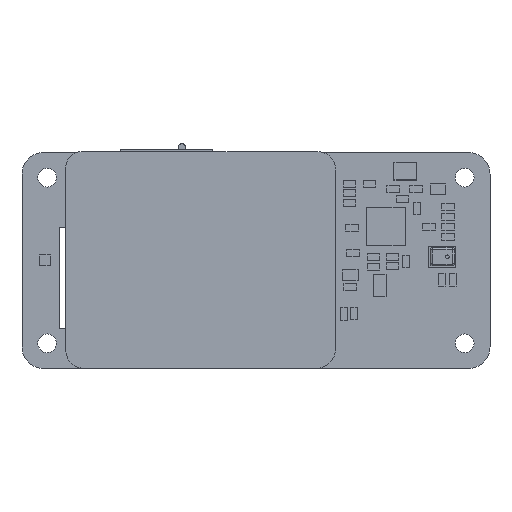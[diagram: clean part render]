
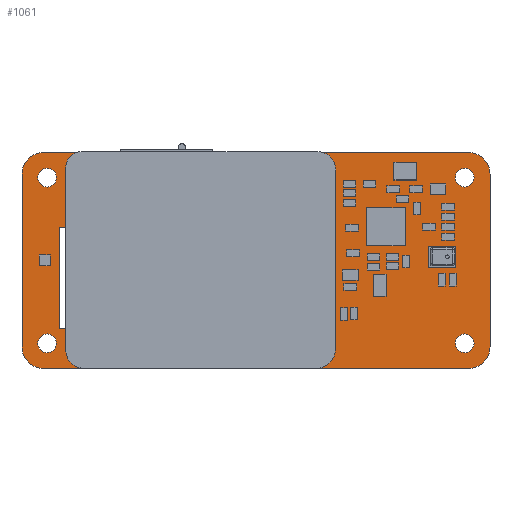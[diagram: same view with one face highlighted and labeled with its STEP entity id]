
A CAD part, top view. The second image highlights one B-rep face of the part: STEP entity #1061.
In plain terms, the highlighted planar face has unit normal (0, 0, 1).
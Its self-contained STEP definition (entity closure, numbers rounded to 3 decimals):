
#24 = VERTEX_POINT('',#25);
#25 = CARTESIAN_POINT('',(4.191,5.921,0.));
#31 = EDGE_CURVE('',#24,#32,#34,.T.);
#32 = VERTEX_POINT('',#33);
#33 = CARTESIAN_POINT('',(7.191,2.921,0.));
#34 = CIRCLE('',#35,3.001);
#35 = AXIS2_PLACEMENT_3D('',#36,#37,#38);
#36 = CARTESIAN_POINT('',(7.192,5.922,0.));
#37 = DIRECTION('',(0.,0.,1.));
#38 = DIRECTION('',(-1.,0.,0.));
#64 = EDGE_CURVE('',#32,#65,#67,.T.);
#65 = VERTEX_POINT('',#66);
#66 = CARTESIAN_POINT('',(66.191,2.921,0.));
#67 = LINE('',#68,#69);
#68 = CARTESIAN_POINT('',(7.191,2.921,0.));
#69 = VECTOR('',#70,1.);
#70 = DIRECTION('',(1.,0.,0.));
#95 = EDGE_CURVE('',#65,#96,#98,.T.);
#96 = VERTEX_POINT('',#97);
#97 = CARTESIAN_POINT('',(69.191,5.921,0.));
#98 = CIRCLE('',#99,2.999);
#99 = AXIS2_PLACEMENT_3D('',#100,#101,#102);
#100 = CARTESIAN_POINT('',(66.192,5.92,0.));
#101 = DIRECTION('',(0.,0.,1.));
#102 = DIRECTION('',(0.,-1.,0.));
#128 = EDGE_CURVE('',#96,#129,#131,.T.);
#129 = VERTEX_POINT('',#130);
#130 = CARTESIAN_POINT('',(69.191,29.921,0.));
#131 = LINE('',#132,#133);
#132 = CARTESIAN_POINT('',(69.191,5.921,0.));
#133 = VECTOR('',#134,1.);
#134 = DIRECTION('',(0.,1.,0.));
#159 = EDGE_CURVE('',#129,#160,#162,.T.);
#160 = VERTEX_POINT('',#161);
#161 = CARTESIAN_POINT('',(66.191,32.921,0.));
#162 = CIRCLE('',#163,2.999);
#163 = AXIS2_PLACEMENT_3D('',#164,#165,#166);
#164 = CARTESIAN_POINT('',(66.192,29.922,0.));
#165 = DIRECTION('',(0.,0.,1.));
#166 = DIRECTION('',(1.,0.,0.));
#192 = EDGE_CURVE('',#160,#193,#195,.T.);
#193 = VERTEX_POINT('',#194);
#194 = CARTESIAN_POINT('',(7.191,32.921,0.));
#195 = LINE('',#196,#197);
#196 = CARTESIAN_POINT('',(66.191,32.921,0.));
#197 = VECTOR('',#198,1.);
#198 = DIRECTION('',(-1.,0.,0.));
#223 = EDGE_CURVE('',#193,#224,#226,.T.);
#224 = VERTEX_POINT('',#225);
#225 = CARTESIAN_POINT('',(4.191,29.921,0.));
#226 = CIRCLE('',#227,3.001);
#227 = AXIS2_PLACEMENT_3D('',#228,#229,#230);
#228 = CARTESIAN_POINT('',(7.192,29.92,0.));
#229 = DIRECTION('',(0.,0.,1.));
#230 = DIRECTION('',(0.,1.,0.));
#256 = EDGE_CURVE('',#224,#24,#257,.T.);
#257 = LINE('',#258,#259);
#258 = CARTESIAN_POINT('',(4.191,29.921,0.));
#259 = VECTOR('',#260,1.);
#260 = DIRECTION('',(0.,-1.,0.));
#280 = VERTEX_POINT('',#281);
#281 = CARTESIAN_POINT('',(8.987,6.421,0.));
#287 = EDGE_CURVE('',#280,#280,#288,.T.);
#288 = CIRCLE('',#289,1.3);
#289 = AXIS2_PLACEMENT_3D('',#290,#291,#292);
#290 = CARTESIAN_POINT('',(7.687,6.421,0.));
#291 = DIRECTION('',(0.,0.,1.));
#292 = DIRECTION('',(1.,0.,-0.));
#313 = VERTEX_POINT('',#314);
#314 = CARTESIAN_POINT('',(10.872,8.441,0.));
#320 = EDGE_CURVE('',#313,#321,#323,.T.);
#321 = VERTEX_POINT('',#322);
#322 = CARTESIAN_POINT('',(10.872,22.441,0.));
#323 = LINE('',#324,#325);
#324 = CARTESIAN_POINT('',(10.872,8.441,0.));
#325 = VECTOR('',#326,1.);
#326 = DIRECTION('',(0.,1.,0.));
#353 = VERTEX_POINT('',#354);
#354 = CARTESIAN_POINT('',(9.372,8.441,0.));
#360 = EDGE_CURVE('',#353,#313,#361,.T.);
#361 = LINE('',#362,#363);
#362 = CARTESIAN_POINT('',(9.372,8.441,0.));
#363 = VECTOR('',#364,1.);
#364 = DIRECTION('',(1.,0.,0.));
#384 = VERTEX_POINT('',#385);
#385 = CARTESIAN_POINT('',(9.372,22.441,0.));
#391 = EDGE_CURVE('',#384,#353,#392,.T.);
#392 = LINE('',#393,#394);
#393 = CARTESIAN_POINT('',(9.372,22.441,0.));
#394 = VECTOR('',#395,1.);
#395 = DIRECTION('',(0.,-1.,0.));
#413 = EDGE_CURVE('',#321,#384,#414,.T.);
#414 = LINE('',#415,#416);
#415 = CARTESIAN_POINT('',(10.872,22.441,0.));
#416 = VECTOR('',#417,1.);
#417 = DIRECTION('',(-1.,0.,0.));
#437 = VERTEX_POINT('',#438);
#438 = CARTESIAN_POINT('',(8.987,29.421,0.));
#444 = EDGE_CURVE('',#437,#437,#445,.T.);
#445 = CIRCLE('',#446,1.3);
#446 = AXIS2_PLACEMENT_3D('',#447,#448,#449);
#447 = CARTESIAN_POINT('',(7.687,29.421,0.));
#448 = DIRECTION('',(0.,0.,1.));
#449 = DIRECTION('',(1.,0.,-0.));
#470 = VERTEX_POINT('',#471);
#471 = CARTESIAN_POINT('',(19.78,24.206,0.));
#477 = EDGE_CURVE('',#470,#478,#480,.T.);
#478 = VERTEX_POINT('',#479);
#479 = CARTESIAN_POINT('',(19.78,24.906,0.));
#480 = LINE('',#481,#482);
#481 = CARTESIAN_POINT('',(19.78,24.206,0.));
#482 = VECTOR('',#483,1.);
#483 = DIRECTION('',(0.,1.,0.));
#510 = VERTEX_POINT('',#511);
#511 = CARTESIAN_POINT('',(18.68,24.206,0.));
#517 = EDGE_CURVE('',#510,#470,#518,.T.);
#518 = LINE('',#519,#520);
#519 = CARTESIAN_POINT('',(18.68,24.206,0.));
#520 = VECTOR('',#521,1.);
#521 = DIRECTION('',(1.,0.,0.));
#541 = VERTEX_POINT('',#542);
#542 = CARTESIAN_POINT('',(18.68,24.906,0.));
#548 = EDGE_CURVE('',#541,#510,#549,.T.);
#549 = LINE('',#550,#551);
#550 = CARTESIAN_POINT('',(18.68,24.906,0.));
#551 = VECTOR('',#552,1.);
#552 = DIRECTION('',(0.,-1.,0.));
#570 = EDGE_CURVE('',#478,#541,#571,.T.);
#571 = LINE('',#572,#573);
#572 = CARTESIAN_POINT('',(19.78,24.906,0.));
#573 = VECTOR('',#574,1.);
#574 = DIRECTION('',(-1.,0.,0.));
#594 = VERTEX_POINT('',#595);
#595 = CARTESIAN_POINT('',(25.06,29.944,0.));
#601 = EDGE_CURVE('',#594,#594,#602,.T.);
#602 = CIRCLE('',#603,0.75);
#603 = AXIS2_PLACEMENT_3D('',#604,#605,#606);
#604 = CARTESIAN_POINT('',(24.31,29.944,0.));
#605 = DIRECTION('',(0.,0.,1.));
#606 = DIRECTION('',(1.,0.,-0.));
#627 = VERTEX_POINT('',#628);
#628 = CARTESIAN_POINT('',(44.569,22.659,0.));
#634 = EDGE_CURVE('',#627,#627,#635,.T.);
#635 = CIRCLE('',#636,0.5);
#636 = AXIS2_PLACEMENT_3D('',#637,#638,#639);
#637 = CARTESIAN_POINT('',(44.069,22.659,0.));
#638 = DIRECTION('',(0.,0.,1.));
#639 = DIRECTION('',(1.,0.,-0.));
#660 = VERTEX_POINT('',#661);
#661 = CARTESIAN_POINT('',(66.986,6.421,0.));
#667 = EDGE_CURVE('',#660,#660,#668,.T.);
#668 = CIRCLE('',#669,1.3);
#669 = AXIS2_PLACEMENT_3D('',#670,#671,#672);
#670 = CARTESIAN_POINT('',(65.686,6.421,0.));
#671 = DIRECTION('',(0.,0.,1.));
#672 = DIRECTION('',(1.,0.,-0.));
#693 = VERTEX_POINT('',#694);
#694 = CARTESIAN_POINT('',(44.569,19.759,0.));
#700 = EDGE_CURVE('',#693,#693,#701,.T.);
#701 = CIRCLE('',#702,0.5);
#702 = AXIS2_PLACEMENT_3D('',#703,#704,#705);
#703 = CARTESIAN_POINT('',(44.069,19.759,0.));
#704 = DIRECTION('',(0.,0.,1.));
#705 = DIRECTION('',(1.,0.,-0.));
#726 = VERTEX_POINT('',#727);
#727 = CARTESIAN_POINT('',(24.86,24.206,0.));
#733 = EDGE_CURVE('',#726,#734,#736,.T.);
#734 = VERTEX_POINT('',#735);
#735 = CARTESIAN_POINT('',(24.86,24.906,0.));
#736 = LINE('',#737,#738);
#737 = CARTESIAN_POINT('',(24.86,24.206,0.));
#738 = VECTOR('',#739,1.);
#739 = DIRECTION('',(0.,1.,0.));
#766 = VERTEX_POINT('',#767);
#767 = CARTESIAN_POINT('',(23.76,24.206,0.));
#773 = EDGE_CURVE('',#766,#726,#774,.T.);
#774 = LINE('',#775,#776);
#775 = CARTESIAN_POINT('',(23.76,24.206,0.));
#776 = VECTOR('',#777,1.);
#777 = DIRECTION('',(1.,0.,0.));
#797 = VERTEX_POINT('',#798);
#798 = CARTESIAN_POINT('',(23.76,24.906,0.));
#804 = EDGE_CURVE('',#797,#766,#805,.T.);
#805 = LINE('',#806,#807);
#806 = CARTESIAN_POINT('',(23.76,24.906,0.));
#807 = VECTOR('',#808,1.);
#808 = DIRECTION('',(0.,-1.,0.));
#826 = EDGE_CURVE('',#734,#797,#827,.T.);
#827 = LINE('',#828,#829);
#828 = CARTESIAN_POINT('',(24.86,24.906,0.));
#829 = VECTOR('',#830,1.);
#830 = DIRECTION('',(-1.,0.,0.));
#850 = VERTEX_POINT('',#851);
#851 = CARTESIAN_POINT('',(29.94,24.206,0.));
#857 = EDGE_CURVE('',#850,#858,#860,.T.);
#858 = VERTEX_POINT('',#859);
#859 = CARTESIAN_POINT('',(29.94,24.906,0.));
#860 = LINE('',#861,#862);
#861 = CARTESIAN_POINT('',(29.94,24.206,0.));
#862 = VECTOR('',#863,1.);
#863 = DIRECTION('',(0.,1.,0.));
#890 = VERTEX_POINT('',#891);
#891 = CARTESIAN_POINT('',(28.84,24.206,0.));
#897 = EDGE_CURVE('',#890,#850,#898,.T.);
#898 = LINE('',#899,#900);
#899 = CARTESIAN_POINT('',(28.84,24.206,0.));
#900 = VECTOR('',#901,1.);
#901 = DIRECTION('',(1.,0.,0.));
#921 = VERTEX_POINT('',#922);
#922 = CARTESIAN_POINT('',(28.84,24.906,0.));
#928 = EDGE_CURVE('',#921,#890,#929,.T.);
#929 = LINE('',#930,#931);
#930 = CARTESIAN_POINT('',(28.84,24.906,0.));
#931 = VECTOR('',#932,1.);
#932 = DIRECTION('',(0.,-1.,0.));
#950 = EDGE_CURVE('',#858,#921,#951,.T.);
#951 = LINE('',#952,#953);
#952 = CARTESIAN_POINT('',(29.94,24.906,0.));
#953 = VECTOR('',#954,1.);
#954 = DIRECTION('',(-1.,0.,0.));
#974 = VERTEX_POINT('',#975);
#975 = CARTESIAN_POINT('',(66.986,29.421,0.));
#981 = EDGE_CURVE('',#974,#974,#982,.T.);
#982 = CIRCLE('',#983,1.3);
#983 = AXIS2_PLACEMENT_3D('',#984,#985,#986);
#984 = CARTESIAN_POINT('',(65.686,29.421,0.));
#985 = DIRECTION('',(0.,0.,1.));
#986 = DIRECTION('',(1.,0.,-0.));
#1061 = ADVANCED_FACE('',(#1062,#1072,#1075,#1081,#1084,#1090,#1093,
    #1096,#1099,#1102,#1108,#1114),#1117,.T.);
#1062 = FACE_BOUND('',#1063,.T.);
#1063 = EDGE_LOOP('',(#1064,#1065,#1066,#1067,#1068,#1069,#1070,#1071));
#1064 = ORIENTED_EDGE('',*,*,#31,.T.);
#1065 = ORIENTED_EDGE('',*,*,#64,.T.);
#1066 = ORIENTED_EDGE('',*,*,#95,.T.);
#1067 = ORIENTED_EDGE('',*,*,#128,.T.);
#1068 = ORIENTED_EDGE('',*,*,#159,.T.);
#1069 = ORIENTED_EDGE('',*,*,#192,.T.);
#1070 = ORIENTED_EDGE('',*,*,#223,.T.);
#1071 = ORIENTED_EDGE('',*,*,#256,.T.);
#1072 = FACE_BOUND('',#1073,.T.);
#1073 = EDGE_LOOP('',(#1074));
#1074 = ORIENTED_EDGE('',*,*,#287,.F.);
#1075 = FACE_BOUND('',#1076,.T.);
#1076 = EDGE_LOOP('',(#1077,#1078,#1079,#1080));
#1077 = ORIENTED_EDGE('',*,*,#320,.F.);
#1078 = ORIENTED_EDGE('',*,*,#360,.F.);
#1079 = ORIENTED_EDGE('',*,*,#391,.F.);
#1080 = ORIENTED_EDGE('',*,*,#413,.F.);
#1081 = FACE_BOUND('',#1082,.T.);
#1082 = EDGE_LOOP('',(#1083));
#1083 = ORIENTED_EDGE('',*,*,#444,.F.);
#1084 = FACE_BOUND('',#1085,.T.);
#1085 = EDGE_LOOP('',(#1086,#1087,#1088,#1089));
#1086 = ORIENTED_EDGE('',*,*,#477,.F.);
#1087 = ORIENTED_EDGE('',*,*,#517,.F.);
#1088 = ORIENTED_EDGE('',*,*,#548,.F.);
#1089 = ORIENTED_EDGE('',*,*,#570,.F.);
#1090 = FACE_BOUND('',#1091,.T.);
#1091 = EDGE_LOOP('',(#1092));
#1092 = ORIENTED_EDGE('',*,*,#601,.F.);
#1093 = FACE_BOUND('',#1094,.T.);
#1094 = EDGE_LOOP('',(#1095));
#1095 = ORIENTED_EDGE('',*,*,#634,.F.);
#1096 = FACE_BOUND('',#1097,.T.);
#1097 = EDGE_LOOP('',(#1098));
#1098 = ORIENTED_EDGE('',*,*,#667,.F.);
#1099 = FACE_BOUND('',#1100,.T.);
#1100 = EDGE_LOOP('',(#1101));
#1101 = ORIENTED_EDGE('',*,*,#700,.F.);
#1102 = FACE_BOUND('',#1103,.T.);
#1103 = EDGE_LOOP('',(#1104,#1105,#1106,#1107));
#1104 = ORIENTED_EDGE('',*,*,#733,.F.);
#1105 = ORIENTED_EDGE('',*,*,#773,.F.);
#1106 = ORIENTED_EDGE('',*,*,#804,.F.);
#1107 = ORIENTED_EDGE('',*,*,#826,.F.);
#1108 = FACE_BOUND('',#1109,.T.);
#1109 = EDGE_LOOP('',(#1110,#1111,#1112,#1113));
#1110 = ORIENTED_EDGE('',*,*,#857,.F.);
#1111 = ORIENTED_EDGE('',*,*,#897,.F.);
#1112 = ORIENTED_EDGE('',*,*,#928,.F.);
#1113 = ORIENTED_EDGE('',*,*,#950,.F.);
#1114 = FACE_BOUND('',#1115,.T.);
#1115 = EDGE_LOOP('',(#1116));
#1116 = ORIENTED_EDGE('',*,*,#981,.F.);
#1117 = PLANE('',#1118);
#1118 = AXIS2_PLACEMENT_3D('',#1119,#1120,#1121);
#1119 = CARTESIAN_POINT('',(36.691,17.921,0.));
#1120 = DIRECTION('',(0.,0.,1.));
#1121 = DIRECTION('',(1.,0.,-0.));
